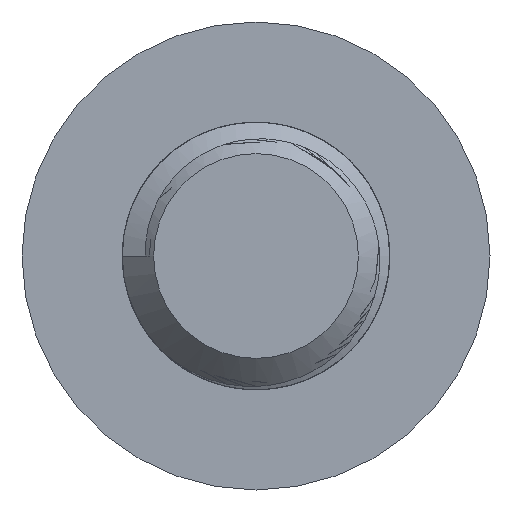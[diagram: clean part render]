
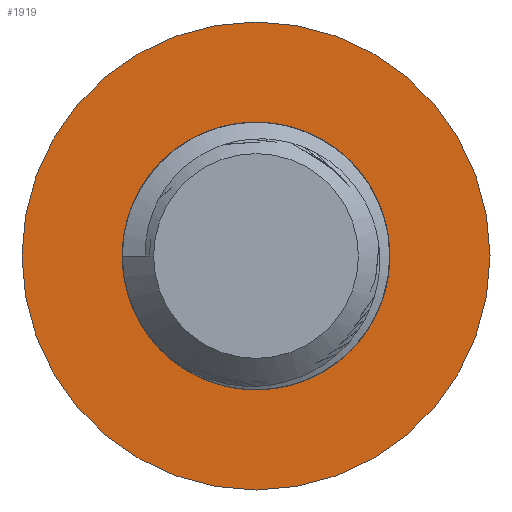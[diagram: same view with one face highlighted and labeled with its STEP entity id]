
A CAD part, left-side view. The second image highlights one B-rep face of the part: STEP entity #1919.
In plain terms, the highlighted face is planar.
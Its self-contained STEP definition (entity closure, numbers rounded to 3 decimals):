
#23=PLANE('',#2055);
#35=FACE_BOUND('',#341,.T.);
#127=CIRCLE('',#1995,4.);
#128=CIRCLE('',#1998,4.);
#131=CIRCLE('',#2041,7.);
#140=CIRCLE('',#2056,4.);
#230=FACE_OUTER_BOUND('',#340,.T.);
#340=EDGE_LOOP('',(#1507));
#341=EDGE_LOOP('',(#1508,#1509,#1510));
#748=VERTEX_POINT('',#3973);
#749=VERTEX_POINT('',#3975);
#756=VERTEX_POINT('',#4039);
#838=VERTEX_POINT('',#6983);
#981=EDGE_CURVE('',#748,#749,#127,.T.);
#989=EDGE_CURVE('',#749,#756,#128,.T.);
#1111=EDGE_CURVE('',#838,#838,#131,.T.);
#1125=EDGE_CURVE('',#756,#748,#140,.T.);
#1507=ORIENTED_EDGE('',*,*,#1111,.F.);
#1508=ORIENTED_EDGE('',*,*,#989,.F.);
#1509=ORIENTED_EDGE('',*,*,#981,.F.);
#1510=ORIENTED_EDGE('',*,*,#1125,.F.);
#1919=ADVANCED_FACE('',(#230,#35),#23,.F.);
#1995=AXIS2_PLACEMENT_3D('',#3976,#2205,#2206);
#1998=AXIS2_PLACEMENT_3D('',#4040,#2214,#2215);
#2041=AXIS2_PLACEMENT_3D('',#6985,#2339,#2340);
#2055=AXIS2_PLACEMENT_3D('',#7084,#2369,#2370);
#2056=AXIS2_PLACEMENT_3D('',#7085,#2371,#2372);
#2205=DIRECTION('center_axis',(0.,0.,-1.));
#2206=DIRECTION('ref_axis',(1.,0.,0.));
#2214=DIRECTION('center_axis',(0.,0.,-1.));
#2215=DIRECTION('ref_axis',(1.,0.,0.));
#2339=DIRECTION('center_axis',(0.,0.,1.));
#2340=DIRECTION('ref_axis',(1.,0.,0.));
#2369=DIRECTION('center_axis',(0.,0.,1.));
#2370=DIRECTION('ref_axis',(1.,0.,0.));
#2371=DIRECTION('center_axis',(0.,0.,-1.));
#2372=DIRECTION('ref_axis',(1.,0.,0.));
#3973=CARTESIAN_POINT('',(0.,-4.,-4.4));
#3975=CARTESIAN_POINT('',(-4.,0.,-4.4));
#3976=CARTESIAN_POINT('Origin',(0.,0.,-4.4));
#4039=CARTESIAN_POINT('',(-2.828,2.828,-4.4));
#4040=CARTESIAN_POINT('Origin',(0.,0.,-4.4));
#6983=CARTESIAN_POINT('',(-7.,0.,-4.4));
#6985=CARTESIAN_POINT('Origin',(0.,0.,-4.4));
#7084=CARTESIAN_POINT('Origin',(0.,-7.,-4.4));
#7085=CARTESIAN_POINT('Origin',(0.,0.,-4.4));
